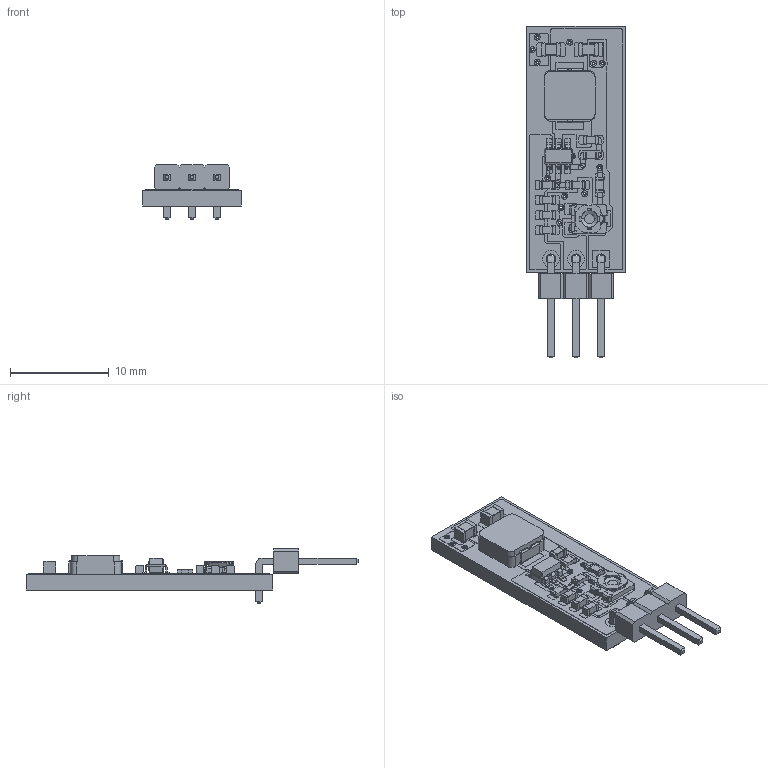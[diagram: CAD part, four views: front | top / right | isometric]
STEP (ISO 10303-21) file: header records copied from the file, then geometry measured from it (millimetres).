
FILE_DESCRIPTION(('KiCad electronic assembly'),'2;1');
FILE_NAME('SY317.step','2024-09-18T22:33:40',('Pcbnew'),('Kicad'), 'Open CASCADE STEP processor 7.6','KiCad to STEP converter','Unknown' );
FILE_SCHEMA(('AUTOMOTIVE_DESIGN { 1 0 10303 214 1 1 1 1 }'));
Length unit declared in the file: millimetre
Products named in the file (142): SY317 1; C_0805_2012Metric; R_0603_1608Metric; C_0603_1608Metric; IHLP2020BZERR10M11; IHLP2020BZ; TC33X-2-101E; TC33X-2-202E; PinHeader_1x03_P2.54mm_Horizontal; PinHeader_1x03_P254mm_Horizontal; SOT-23-6; SOT_23_6; SY317_track_1; SY317_track_2; SY317_track_3; SY317_track_4; SY317_track_5; SY317_track_6; SY317_track_7; SY317_track_8; SY317_track_9; SY317_track_10; SY317_track_11; SY317_track_12; SY317_track_13; SY317_track_14; SY317_track_15; SY317_track_16; SY317_track_17; SY317_track_18; SY317_track_19; SY317_track_20; SY317_track_21; SY317_track_22; SY317_track_23; SY317_track_24; SY317_track_25; SY317_track_26; SY317_track_27; SY317_track_28 ...
Assembly tree (148 placements, depth 3):
  SY317 1
    C_0805_2012Metric  x2
      C_0805_2012Metric
    R_0603_1608Metric  x4
      R_0603_1608Metric
    C_0603_1608Metric  x4
      C_0603_1608Metric
    IHLP2020BZERR10M11
      IHLP2020BZ
    TC33X-2-101E
      TC33X-2-202E
    PinHeader_1x03_P2.54mm_Horizontal
      PinHeader_1x03_P254mm_Horizontal
    SOT-23-6
      SOT_23_6
    SY317_track_1
    SY317_track_2
    SY317_track_3
    SY317_track_4
    SY317_track_5
    SY317_track_6
    SY317_track_7
    SY317_track_8
    SY317_track_9
    SY317_track_10
    SY317_track_11
    SY317_track_12
    SY317_track_13
    SY317_track_14
    SY317_track_15
    SY317_track_16
    SY317_track_17
    SY317_track_18
    SY317_track_19
    SY317_track_20
    SY317_track_21
    SY317_track_22
    SY317_track_23
    SY317_track_24
    SY317_track_25
    SY317_track_26
    SY317_track_27
    SY317_track_28
    SY317_track_29
    SY317_track_30
    SY317_track_31
    SY317_track_32
    SY317_track_33
    SY317_track_34
    SY317_zone_1
    SY317_zone_2
    SY317_zone_3
    SY317_zone_4
    SY317_zone_5
    SY317_zone_6
    SY317_zone_7
    SY317_pad_1
    SY317_pad_2
    SY317_pad_3
    SY317_pad_4
Bounding box: 10 x 33.64 x 5.54 mm (x, y, z)
Volume: 548.5 mm3; surface area: 2016.6 mm2
Topology: 148 solids, 148 shells, 2674 faces, 6957 edges, 4597 vertices
Faces by surface type: plane 2198, cylinder 439, bspline 34, cone 3
Full cylindrical faces by diameter (mm): 0.25 x78, 0.3 x30, 0.6 x30, 0.95 x13, 1 x6
Entity records: 81555 total; most frequent: CARTESIAN_POINT 13704, ORIENTED_EDGE 12930, DIRECTION 12321, EDGE_CURVE 6465, LINE 5653, VECTOR 5653, VERTEX_POINT 4273, AXIS2_PLACEMENT_3D 3334
